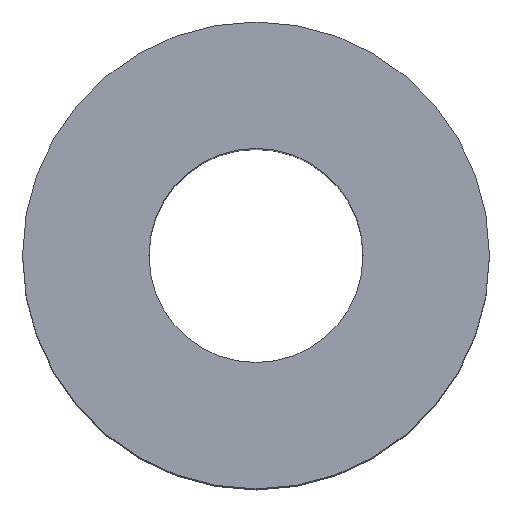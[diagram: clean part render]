
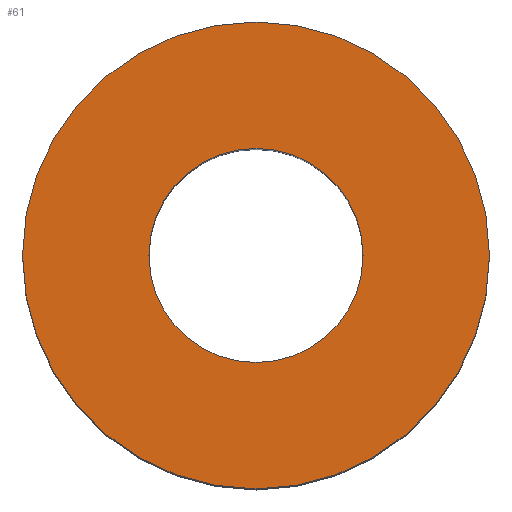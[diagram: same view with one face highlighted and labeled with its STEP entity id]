
A CAD part, top view. The second image highlights one B-rep face of the part: STEP entity #61.
In plain terms, the highlighted planar face has unit normal (0, 0, 1).
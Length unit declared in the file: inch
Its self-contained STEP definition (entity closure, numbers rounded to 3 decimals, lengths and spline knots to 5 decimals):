
#16=FACE_BOUND('',#26,.T.);
#18=PLANE('',#89);
#21=FACE_OUTER_BOUND('',#25,.T.);
#25=EDGE_LOOP('',(#51));
#26=EDGE_LOOP('',(#52));
#32=CIRCLE('',#87,0.344);
#34=CIRCLE('',#90,0.75);
#37=VERTEX_POINT('',#118);
#39=VERTEX_POINT('',#124);
#41=EDGE_CURVE('',#37,#37,#32,.T.);
#44=EDGE_CURVE('',#39,#39,#34,.T.);
#51=ORIENTED_EDGE('',*,*,#44,.F.);
#52=ORIENTED_EDGE('',*,*,#41,.T.);
#61=ADVANCED_FACE('',(#21,#16),#18,.T.);
#87=AXIS2_PLACEMENT_3D('',#119,#99,#100);
#89=AXIS2_PLACEMENT_3D('',#123,#104,#105);
#90=AXIS2_PLACEMENT_3D('',#125,#106,#107);
#99=DIRECTION('center_axis',(0.,0.,-1.));
#100=DIRECTION('ref_axis',(1.,0.,0.));
#104=DIRECTION('center_axis',(0.,0.,1.));
#105=DIRECTION('ref_axis',(1.,0.,0.));
#106=DIRECTION('center_axis',(0.,0.,-1.));
#107=DIRECTION('ref_axis',(1.,0.,0.));
#118=CARTESIAN_POINT('',(-0.344,0.,1.));
#119=CARTESIAN_POINT('Origin',(0.,0.,1.));
#123=CARTESIAN_POINT('Origin',(-0.75,0.,1.));
#124=CARTESIAN_POINT('',(0.75,0.,1.));
#125=CARTESIAN_POINT('Origin',(0.,0.,1.));
